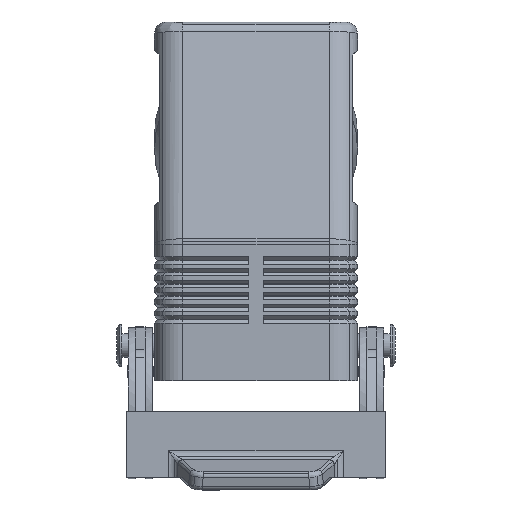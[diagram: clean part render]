
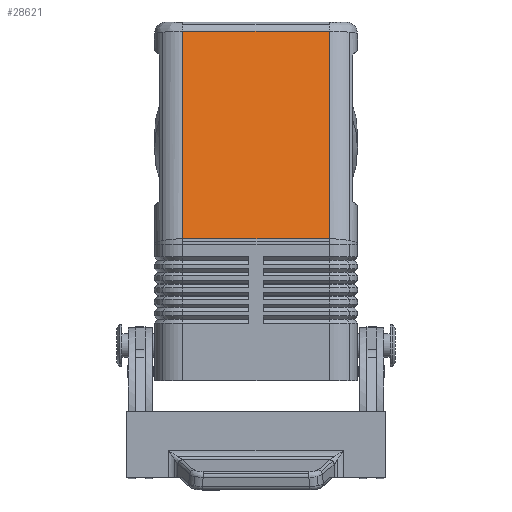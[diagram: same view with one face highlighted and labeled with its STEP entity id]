
A CAD part, left-side view. The second image highlights one B-rep face of the part: STEP entity #28621.
In plain terms, the highlighted planar face has unit normal (-0.98, 0, 0.2).
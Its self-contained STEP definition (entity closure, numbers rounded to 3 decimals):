
#1786=CARTESIAN_POINT('',(-59.879,-15.5,30.094));
#1787=VERTEX_POINT('',#1786);
#1795=CARTESIAN_POINT('',(-59.879,15.5,30.094));
#1796=VERTEX_POINT('',#1795);
#1797=CARTESIAN_POINT('',(-59.879,-15.5,30.094));
#1798=DIRECTION('',(0.0,1.0,0.0));
#1799=VECTOR('',#1798,31.);
#1800=LINE('',#1797,#1799);
#1801=EDGE_CURVE('',#1787,#1796,#1800,.T.);
#28161=CARTESIAN_POINT('',(-50.909,-15.5,74.));
#28162=VERTEX_POINT('',#28161);
#28170=CARTESIAN_POINT('',(-50.909,-15.5,74.));
#28171=DIRECTION('',(-0.2,0.0,-0.98));
#28172=VECTOR('',#28171,44.813);
#28173=LINE('',#28170,#28172);
#28174=EDGE_CURVE('',#28162,#1787,#28173,.T.);
#28598=CARTESIAN_POINT('',(-50.5,0.0,76.0));
#28599=DIRECTION('',(-0.98,0.0,0.2));
#28600=DIRECTION('',(0.2,0.0,0.98));
#28601=AXIS2_PLACEMENT_3D('',#28598,#28599,#28600);
#28602=PLANE('',#28601);
#28603=ORIENTED_EDGE('',*,*,#28174,.F.);
#28604=CARTESIAN_POINT('',(-50.909,15.5,74.));
#28605=VERTEX_POINT('',#28604);
#28606=CARTESIAN_POINT('',(-50.909,15.5,74.));
#28607=DIRECTION('',(0.0,-1.0,0.0));
#28608=VECTOR('',#28607,31.);
#28609=LINE('',#28606,#28608);
#28610=EDGE_CURVE('',#28605,#28162,#28609,.T.);
#28611=ORIENTED_EDGE('',*,*,#28610,.F.);
#28612=CARTESIAN_POINT('',(-59.879,15.5,30.094));
#28613=DIRECTION('',(0.2,0.0,0.98));
#28614=VECTOR('',#28613,44.813);
#28615=LINE('',#28612,#28614);
#28616=EDGE_CURVE('',#1796,#28605,#28615,.T.);
#28617=ORIENTED_EDGE('',*,*,#28616,.F.);
#28618=ORIENTED_EDGE('',*,*,#1801,.F.);
#28619=EDGE_LOOP('',(#28603,#28611,#28617,#28618));
#28620=FACE_OUTER_BOUND('',#28619,.T.);
#28621=ADVANCED_FACE('',(#28620),#28602,.T.);
